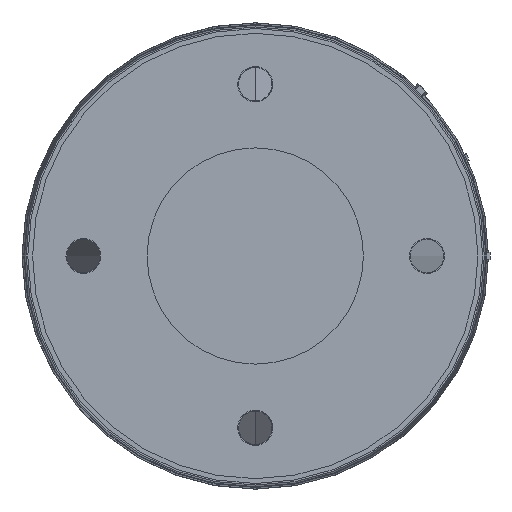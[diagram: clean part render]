
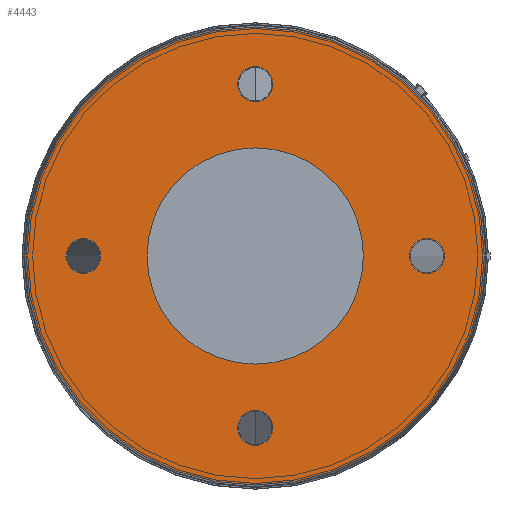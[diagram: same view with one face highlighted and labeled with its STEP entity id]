
A CAD part, front view. The second image highlights one B-rep face of the part: STEP entity #4443.
In plain terms, the highlighted planar face has unit normal (0, -1, 0).
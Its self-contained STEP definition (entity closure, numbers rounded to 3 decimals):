
#212 = CARTESIAN_POINT ( 'NONE',  ( 0., 0., 27. ) ) ;
#213 = DIRECTION ( 'NONE',  ( 0., 1., 0. ) ) ;
#214 = DIRECTION ( 'NONE',  ( 0., 0., 1. ) ) ;
#468 = FACE_BOUND ( 'NONE', #6404, .T. ) ;
#472 = FACE_BOUND ( 'NONE', #6464, .T. ) ;
#473 = FACE_BOUND ( 'NONE', #6173, .T. ) ;
#474 = FACE_BOUND ( 'NONE', #6241, .T. ) ;
#475 = PLANE ( 'NONE',  #2706 ) ;
#476 = FACE_OUTER_BOUND ( 'NONE', #6189, .T. ) ;
#478 = FACE_BOUND ( 'NONE', #6501, .T. ) ;
#479 = CARTESIAN_POINT ( 'NONE',  ( 36., 0., 0. ) ) ;
#480 = DIRECTION ( 'NONE',  ( 0., 1., 0. ) ) ;
#481 = DIRECTION ( 'NONE',  ( 0., 0., 1. ) ) ;
#921 = CARTESIAN_POINT ( 'NONE',  ( 0., 0., 0. ) ) ;
#922 = DIRECTION ( 'NONE',  ( 0., 1., 0. ) ) ;
#923 = DIRECTION ( 'NONE',  ( 0., 0., 1. ) ) ;
#934 = CARTESIAN_POINT ( 'NONE',  ( 0., 0., 0. ) ) ;
#935 = DIRECTION ( 'NONE',  ( 0., 1., 0. ) ) ;
#936 = DIRECTION ( 'NONE',  ( 0., 0., 1. ) ) ;
#1009 = CARTESIAN_POINT ( 'NONE',  ( 27., 0., 2.75 ) ) ;
#1096 = EDGE_CURVE ( 'NONE', #1546, #6249, #5759, .T. ) ;
#1545 = CARTESIAN_POINT ( 'NONE',  ( 0., 0., -27. ) ) ;
#1546 = VERTEX_POINT ( 'NONE', #4130 ) ;
#1547 = DIRECTION ( 'NONE',  ( 0., 1., 0. ) ) ;
#1548 = DIRECTION ( 'NONE',  ( 0., 0., 1. ) ) ;
#1550 = CARTESIAN_POINT ( 'NONE',  ( 27., 0., 0. ) ) ;
#1551 = DIRECTION ( 'NONE',  ( 0., 1., 0. ) ) ;
#1552 = DIRECTION ( 'NONE',  ( 0., 0., 1. ) ) ;
#1556 = CARTESIAN_POINT ( 'NONE',  ( 0., 0., 0. ) ) ;
#1557 = DIRECTION ( 'NONE',  ( 0., 1., 0. ) ) ;
#1558 = DIRECTION ( 'NONE',  ( 0., 0., 1. ) ) ;
#1559 = CARTESIAN_POINT ( 'NONE',  ( 0., 0., 0. ) ) ;
#1561 = DIRECTION ( 'NONE',  ( 0., 1., 0. ) ) ;
#1563 = DIRECTION ( 'NONE',  ( 0., 0., 1. ) ) ;
#1564 = CARTESIAN_POINT ( 'NONE',  ( -27., 0., 0. ) ) ;
#1566 = DIRECTION ( 'NONE',  ( 0., 1., 0. ) ) ;
#1567 = VERTEX_POINT ( 'NONE', #4125 ) ;
#1568 = DIRECTION ( 'NONE',  ( 0., 0., 1. ) ) ;
#1570 = CARTESIAN_POINT ( 'NONE',  ( 0., 0., 27. ) ) ;
#1571 = DIRECTION ( 'NONE',  ( 0., 1., 0. ) ) ;
#1572 = DIRECTION ( 'NONE',  ( 0., 0., 1. ) ) ;
#1666 = CARTESIAN_POINT ( 'NONE',  ( 0., 0., -27. ) ) ;
#1667 = DIRECTION ( 'NONE',  ( 0., 1., 0. ) ) ;
#1669 = DIRECTION ( 'NONE',  ( 0., 0., 1. ) ) ;
#1704 = CARTESIAN_POINT ( 'NONE',  ( -27., 0., 0. ) ) ;
#1705 = DIRECTION ( 'NONE',  ( 0., 1., 0. ) ) ;
#1707 = DIRECTION ( 'NONE',  ( 0., 0., 1. ) ) ;
#2127 = CARTESIAN_POINT ( 'NONE',  ( 0., 0., -17. ) ) ;
#2130 = CARTESIAN_POINT ( 'NONE',  ( 0., 0., 17. ) ) ;
#2131 = CARTESIAN_POINT ( 'NONE',  ( 0., 0., 36. ) ) ;
#2132 = CARTESIAN_POINT ( 'NONE',  ( 0., 0., -36. ) ) ;
#2200 = CARTESIAN_POINT ( 'NONE',  ( 0., 0., 24.25 ) ) ;
#2205 = CARTESIAN_POINT ( 'NONE',  ( 0., 0., 29.75 ) ) ;
#2210 = CARTESIAN_POINT ( 'NONE',  ( 0., 0., -24.25 ) ) ;
#2213 = CARTESIAN_POINT ( 'NONE',  ( 0., 0., -29.75 ) ) ;
#2223 = CARTESIAN_POINT ( 'NONE',  ( -27., 0., -2.75 ) ) ;
#2522 = EDGE_CURVE ( 'NONE', #3773, #3776, #2909, .T. ) ;
#2523 = EDGE_CURVE ( 'NONE', #6249, #1546, #2907, .T. ) ;
#2524 = EDGE_CURVE ( 'NONE', #3600, #3599, #2903, .T. ) ;
#2525 = EDGE_CURVE ( 'NONE', #3598, #3595, #2905, .T. ) ;
#2526 = EDGE_CURVE ( 'NONE', #1567, #3786, #2901, .T. ) ;
#2527 = EDGE_CURVE ( 'NONE', #3767, #3764, #2899, .T. ) ;
#2546 = EDGE_CURVE ( 'NONE', #3776, #3773, #2860, .T. ) ;
#2554 = EDGE_CURVE ( 'NONE', #3786, #1567, #2848, .T. ) ;
#2654 = AXIS2_PLACEMENT_3D ( 'NONE', #212, #213, #214 ) ;
#2657 = CIRCLE ( 'NONE', #2654, 2.75 ) ;
#2706 = AXIS2_PLACEMENT_3D ( 'NONE', #479, #480, #481 ) ;
#2846 = AXIS2_PLACEMENT_3D ( 'NONE', #1704, #1705, #1707 ) ;
#2848 = CIRCLE ( 'NONE', #2846, 2.75 ) ;
#2858 = AXIS2_PLACEMENT_3D ( 'NONE', #1666, #1667, #1669 ) ;
#2860 = CIRCLE ( 'NONE', #2858, 2.75 ) ;
#2894 = AXIS2_PLACEMENT_3D ( 'NONE', #1570, #1571, #1572 ) ;
#2896 = AXIS2_PLACEMENT_3D ( 'NONE', #1564, #1566, #1568 ) ;
#2898 = AXIS2_PLACEMENT_3D ( 'NONE', #1559, #1561, #1563 ) ;
#2899 = CIRCLE ( 'NONE', #2894, 2.75 ) ;
#2900 = AXIS2_PLACEMENT_3D ( 'NONE', #1556, #1557, #1558 ) ;
#2901 = CIRCLE ( 'NONE', #2896, 2.75 ) ;
#2902 = AXIS2_PLACEMENT_3D ( 'NONE', #1550, #1551, #1552 ) ;
#2903 = CIRCLE ( 'NONE', #2900, 36. ) ;
#2904 = AXIS2_PLACEMENT_3D ( 'NONE', #1545, #1547, #1548 ) ;
#2905 = CIRCLE ( 'NONE', #2898, 17. ) ;
#2907 = CIRCLE ( 'NONE', #2902, 2.75 ) ;
#2909 = CIRCLE ( 'NONE', #2904, 2.75 ) ;
#3229 = ORIENTED_EDGE ( 'NONE', *, *, #1096, .T. ) ;
#3410 = ORIENTED_EDGE ( 'NONE', *, *, #2554, .T. ) ;
#3411 = ORIENTED_EDGE ( 'NONE', *, *, #5841, .T. ) ;
#3412 = ORIENTED_EDGE ( 'NONE', *, *, #2526, .T. ) ;
#3414 = ORIENTED_EDGE ( 'NONE', *, *, #2527, .T. ) ;
#3415 = ORIENTED_EDGE ( 'NONE', *, *, #4384, .T. ) ;
#3417 = ORIENTED_EDGE ( 'NONE', *, *, #2525, .T. ) ;
#3418 = ORIENTED_EDGE ( 'NONE', *, *, #2524, .F. ) ;
#3419 = ORIENTED_EDGE ( 'NONE', *, *, #5845, .F. ) ;
#3420 = ORIENTED_EDGE ( 'NONE', *, *, #2546, .T. ) ;
#3421 = ORIENTED_EDGE ( 'NONE', *, *, #2522, .T. ) ;
#3424 = ORIENTED_EDGE ( 'NONE', *, *, #2523, .T. ) ;
#3595 = VERTEX_POINT ( 'NONE', #2127 ) ;
#3598 = VERTEX_POINT ( 'NONE', #2130 ) ;
#3599 = VERTEX_POINT ( 'NONE', #2131 ) ;
#3600 = VERTEX_POINT ( 'NONE', #2132 ) ;
#3764 = VERTEX_POINT ( 'NONE', #2200 ) ;
#3767 = VERTEX_POINT ( 'NONE', #2205 ) ;
#3773 = VERTEX_POINT ( 'NONE', #2210 ) ;
#3776 = VERTEX_POINT ( 'NONE', #2213 ) ;
#3786 = VERTEX_POINT ( 'NONE', #2223 ) ;
#3965 = CARTESIAN_POINT ( 'NONE',  ( 27., 0., 0. ) ) ;
#3966 = DIRECTION ( 'NONE',  ( 0., 1., 0. ) ) ;
#3967 = DIRECTION ( 'NONE',  ( 0., 0., 1. ) ) ;
#4125 = CARTESIAN_POINT ( 'NONE',  ( -27., 0., 2.75 ) ) ;
#4130 = CARTESIAN_POINT ( 'NONE',  ( 27., 0., -2.75 ) ) ;
#4384 = EDGE_CURVE ( 'NONE', #3764, #3767, #2657, .T. ) ;
#4443 = ADVANCED_FACE ( 'PLANAR_5', ( #473, #468, #476, #478, #472, #474 ), #475, .F. ) ;
#4537 = AXIS2_PLACEMENT_3D ( 'NONE', #921, #922, #923 ) ;
#4661 = CIRCLE ( 'NONE', #4715, 36. ) ;
#4663 = CIRCLE ( 'NONE', #4537, 17. ) ;
#4715 = AXIS2_PLACEMENT_3D ( 'NONE', #934, #935, #936 ) ;
#5755 = AXIS2_PLACEMENT_3D ( 'NONE', #3965, #3966, #3967 ) ;
#5759 = CIRCLE ( 'NONE', #5755, 2.75 ) ;
#5841 = EDGE_CURVE ( 'NONE', #3595, #3598, #4663, .T. ) ;
#5845 = EDGE_CURVE ( 'NONE', #3599, #3600, #4661, .T. ) ;
#6173 = EDGE_LOOP ( 'NONE', ( #3421, #3420 ) ) ;
#6189 = EDGE_LOOP ( 'NONE', ( #3419, #3418 ) ) ;
#6241 = EDGE_LOOP ( 'NONE', ( #3414, #3415 ) ) ;
#6249 = VERTEX_POINT ( 'NONE', #1009 ) ;
#6404 = EDGE_LOOP ( 'NONE', ( #3424, #3229 ) ) ;
#6464 = EDGE_LOOP ( 'NONE', ( #3412, #3410 ) ) ;
#6501 = EDGE_LOOP ( 'NONE', ( #3417, #3411 ) ) ;
